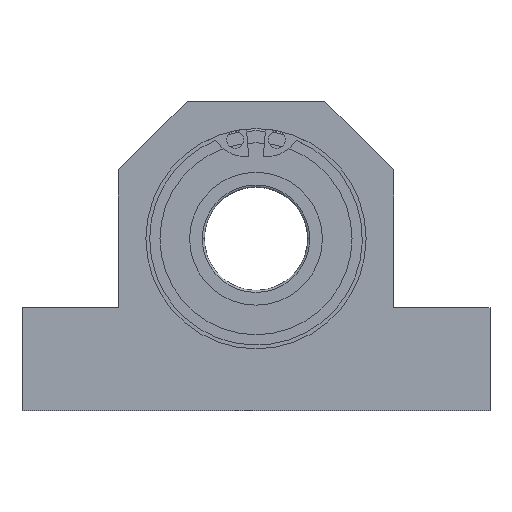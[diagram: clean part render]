
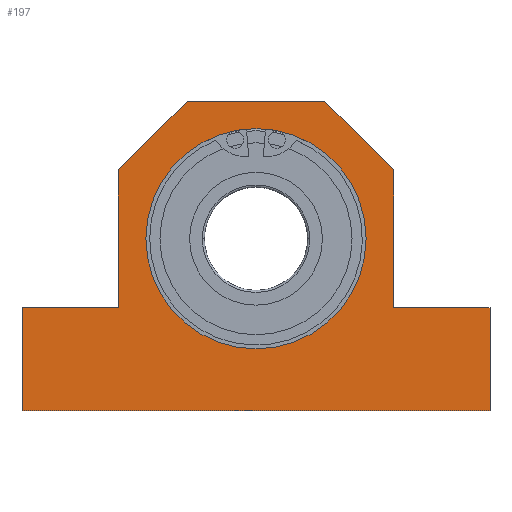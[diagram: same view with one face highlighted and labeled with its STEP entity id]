
A CAD part, top view. The second image highlights one B-rep face of the part: STEP entity #197.
In plain terms, the highlighted planar face has unit normal (0, 0, 1).
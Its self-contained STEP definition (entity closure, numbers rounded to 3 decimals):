
#197 = ADVANCED_FACE( '', ( #297, #298 ), #299, .T. );
#297 = FACE_OUTER_BOUND( '', #446, .T. );
#298 = FACE_BOUND( '', #447, .T. );
#299 = PLANE( '', #448 );
#446 = EDGE_LOOP( '', ( #733, #734, #735, #736, #737, #738, #739, #740, #741, #742 ) );
#447 = EDGE_LOOP( '', ( #743, #744 ) );
#448 = AXIS2_PLACEMENT_3D( '', #745, #746, #747 );
#733 = ORIENTED_EDGE( '', *, *, #1074, .T. );
#734 = ORIENTED_EDGE( '', *, *, #1082, .T. );
#735 = ORIENTED_EDGE( '', *, *, #1110, .T. );
#736 = ORIENTED_EDGE( '', *, *, #1112, .T. );
#737 = ORIENTED_EDGE( '', *, *, #1113, .T. );
#738 = ORIENTED_EDGE( '', *, *, #1103, .T. );
#739 = ORIENTED_EDGE( '', *, *, #1106, .T. );
#740 = ORIENTED_EDGE( '', *, *, #1107, .T. );
#741 = ORIENTED_EDGE( '', *, *, #1078, .T. );
#742 = ORIENTED_EDGE( '', *, *, #1108, .T. );
#743 = ORIENTED_EDGE( '', *, *, #1101, .T. );
#744 = ORIENTED_EDGE( '', *, *, #1049, .T. );
#745 = CARTESIAN_POINT( '', ( 0., 0., 7.5 ) );
#746 = DIRECTION( '', ( 0., 0., 1. ) );
#747 = DIRECTION( '', ( 1., 0., 0. ) );
#1049 = EDGE_CURVE( '', #1210, #1207, #1211, .T. );
#1074 = EDGE_CURVE( '', #1260, #1258, #1261, .T. );
#1078 = EDGE_CURVE( '', #1268, #1266, #1269, .T. );
#1082 = EDGE_CURVE( '', #1258, #1273, #1275, .T. );
#1101 = EDGE_CURVE( '', #1207, #1210, #1299, .T. );
#1103 = EDGE_CURVE( '', #1302, #1300, #1303, .T. );
#1106 = EDGE_CURVE( '', #1300, #1305, #1307, .T. );
#1107 = EDGE_CURVE( '', #1305, #1268, #1308, .T. );
#1108 = EDGE_CURVE( '', #1266, #1260, #1309, .T. );
#1110 = EDGE_CURVE( '', #1273, #1310, #1312, .T. );
#1112 = EDGE_CURVE( '', #1310, #1313, #1315, .T. );
#1113 = EDGE_CURVE( '', #1313, #1302, #1316, .T. );
#1207 = VERTEX_POINT( '', #1473 );
#1210 = VERTEX_POINT( '', #1477 );
#1211 = CIRCLE( '', #1478, 16. );
#1258 = VERTEX_POINT( '', #1537 );
#1260 = VERTEX_POINT( '', #1540 );
#1261 = LINE( '', #1541, #1542 );
#1266 = VERTEX_POINT( '', #1549 );
#1268 = VERTEX_POINT( '', #1552 );
#1269 = LINE( '', #1553, #1554 );
#1273 = VERTEX_POINT( '', #1560 );
#1275 = LINE( '', #1563, #1564 );
#1299 = CIRCLE( '', #1595, 16. );
#1300 = VERTEX_POINT( '', #1596 );
#1302 = VERTEX_POINT( '', #1599 );
#1303 = LINE( '', #1600, #1601 );
#1305 = VERTEX_POINT( '', #1604 );
#1307 = LINE( '', #1607, #1608 );
#1308 = LINE( '', #1609, #1610 );
#1309 = LINE( '', #1611, #1612 );
#1310 = VERTEX_POINT( '', #1613 );
#1312 = LINE( '', #1616, #1617 );
#1313 = VERTEX_POINT( '', #1618 );
#1315 = LINE( '', #1621, #1622 );
#1316 = LINE( '', #1623, #1624 );
#1473 = CARTESIAN_POINT( '', ( 0., 16., 7.5 ) );
#1477 = CARTESIAN_POINT( '', ( 0., -16., 7.5 ) );
#1478 = AXIS2_PLACEMENT_3D( '', #1810, #1811, #1812 );
#1537 = CARTESIAN_POINT( '', ( -20., 10., 7.5 ) );
#1540 = CARTESIAN_POINT( '', ( -10., 20., 7.5 ) );
#1541 = CARTESIAN_POINT( '', ( -17.5, 12.5, 7.5 ) );
#1542 = VECTOR( '', #1859, 1. );
#1549 = CARTESIAN_POINT( '', ( 10., 20., 7.5 ) );
#1552 = CARTESIAN_POINT( '', ( 20., 10., 7.5 ) );
#1553 = CARTESIAN_POINT( '', ( 12.5, 17.5, 7.5 ) );
#1554 = VECTOR( '', #1863, 1. );
#1560 = CARTESIAN_POINT( '', ( -20., -10., 7.5 ) );
#1563 = CARTESIAN_POINT( '', ( -20., 20., 7.5 ) );
#1564 = VECTOR( '', #1867, 1. );
#1595 = AXIS2_PLACEMENT_3D( '', #1908, #1909, #1910 );
#1596 = CARTESIAN_POINT( '', ( 34., -10., 7.5 ) );
#1599 = CARTESIAN_POINT( '', ( 34., -25., 7.5 ) );
#1600 = CARTESIAN_POINT( '', ( 34., -25., 7.5 ) );
#1601 = VECTOR( '', #1912, 1. );
#1604 = CARTESIAN_POINT( '', ( 20., -10., 7.5 ) );
#1607 = CARTESIAN_POINT( '', ( 34., -10., 7.5 ) );
#1608 = VECTOR( '', #1915, 1. );
#1609 = CARTESIAN_POINT( '', ( 20., -10., 7.5 ) );
#1610 = VECTOR( '', #1916, 1. );
#1611 = CARTESIAN_POINT( '', ( 20., 20., 7.5 ) );
#1612 = VECTOR( '', #1917, 1. );
#1613 = CARTESIAN_POINT( '', ( -34., -10., 7.5 ) );
#1616 = CARTESIAN_POINT( '', ( -20., -10., 7.5 ) );
#1617 = VECTOR( '', #1919, 1. );
#1618 = CARTESIAN_POINT( '', ( -34., -25., 7.5 ) );
#1621 = CARTESIAN_POINT( '', ( -34., -10., 7.5 ) );
#1622 = VECTOR( '', #1921, 1. );
#1623 = CARTESIAN_POINT( '', ( -34., -25., 7.5 ) );
#1624 = VECTOR( '', #1922, 1. );
#1810 = CARTESIAN_POINT( '', ( 0., 0., 7.5 ) );
#1811 = DIRECTION( '', ( 0., 0., -1. ) );
#1812 = DIRECTION( '', ( 0., 1., 0. ) );
#1859 = DIRECTION( '', ( -0.707, -0.707, 0. ) );
#1863 = DIRECTION( '', ( -0.707, 0.707, 0. ) );
#1867 = DIRECTION( '', ( 0., -1., 0. ) );
#1908 = CARTESIAN_POINT( '', ( 0., 0., 7.5 ) );
#1909 = DIRECTION( '', ( 0., 0., -1. ) );
#1910 = DIRECTION( '', ( 0., 1., 0. ) );
#1912 = DIRECTION( '', ( 0., 1., 0. ) );
#1915 = DIRECTION( '', ( -1., 0., 0. ) );
#1916 = DIRECTION( '', ( 0., 1., 0. ) );
#1917 = DIRECTION( '', ( -1., 0., 0. ) );
#1919 = DIRECTION( '', ( -1., 0., 0. ) );
#1921 = DIRECTION( '', ( 0., -1., 0. ) );
#1922 = DIRECTION( '', ( 1., 0., 0. ) );
